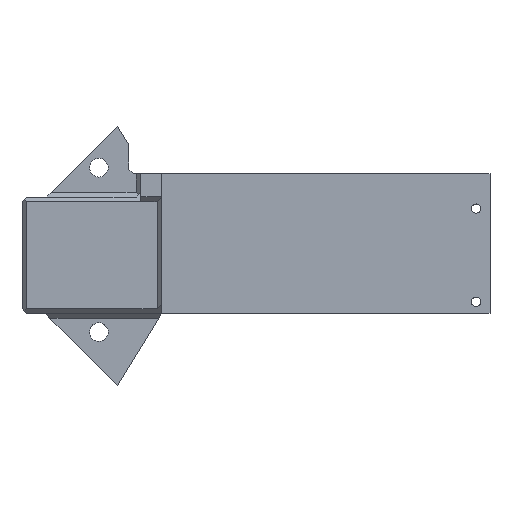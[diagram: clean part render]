
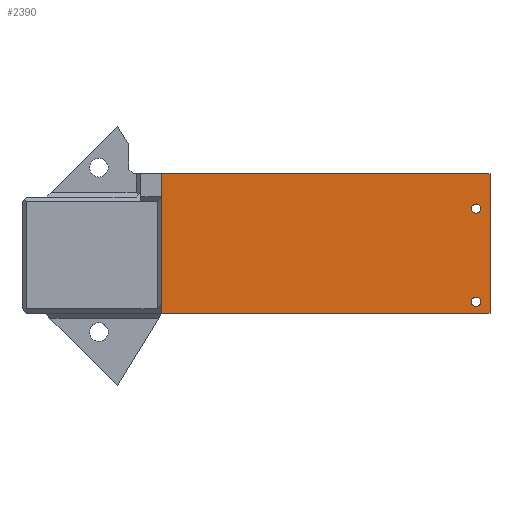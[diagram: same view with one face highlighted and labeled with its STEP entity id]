
A CAD part, top view. The second image highlights one B-rep face of the part: STEP entity #2390.
In plain terms, the highlighted planar face has unit normal (0, 0, 1).
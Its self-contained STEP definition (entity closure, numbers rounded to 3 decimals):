
#23 = AXIS2_PLACEMENT_3D ( 'NONE', #675, #2429, #1114 ) ;
#34 = CARTESIAN_POINT ( 'NONE',  ( 27.822, 2.5, 28.247 ) ) ;
#95 = CARTESIAN_POINT ( 'NONE',  ( -39.678, 0., 28.247 ) ) ;
#116 = FACE_BOUND ( 'NONE', #2751, .T. ) ;
#185 = DIRECTION ( 'NONE',  ( 0., 0., 1. ) ) ;
#206 = PLANE ( 'NONE',  #2259 ) ;
#249 = ORIENTED_EDGE ( 'NONE', *, *, #442, .F. ) ;
#303 = ORIENTED_EDGE ( 'NONE', *, *, #476, .T. ) ;
#349 = DIRECTION ( 'NONE',  ( 0., 0., 1. ) ) ;
#378 = EDGE_LOOP ( 'NONE', ( #626, #303, #1378, #597 ) ) ;
#425 = FACE_OUTER_BOUND ( 'NONE', #378, .T. ) ;
#442 = EDGE_CURVE ( 'NONE', #1904, #544, #577, .T. ) ;
#468 = DIRECTION ( 'NONE',  ( 0., 1., 0. ) ) ;
#476 = EDGE_CURVE ( 'NONE', #2192, #698, #742, .T. ) ;
#502 = VECTOR ( 'NONE', #1571, 1000. ) ;
#544 = VERTEX_POINT ( 'NONE', #1305 ) ;
#567 = DIRECTION ( 'NONE',  ( 0., 0., 1. ) ) ;
#577 = CIRCLE ( 'NONE', #851, 1. ) ;
#592 = DIRECTION ( 'NONE',  ( 1., 0., 0. ) ) ;
#597 = ORIENTED_EDGE ( 'NONE', *, *, #2665, .T. ) ;
#626 = ORIENTED_EDGE ( 'NONE', *, *, #914, .T. ) ;
#643 = EDGE_CURVE ( 'NONE', #698, #2545, #1955, .T. ) ;
#650 = VECTOR ( 'NONE', #1261, 1000. ) ;
#674 = VERTEX_POINT ( 'NONE', #2779 ) ;
#675 = CARTESIAN_POINT ( 'NONE',  ( 27.822, 2.5, 28.247 ) ) ;
#686 = CARTESIAN_POINT ( 'NONE',  ( 30.822, 0., 28.247 ) ) ;
#698 = VERTEX_POINT ( 'NONE', #1644 ) ;
#742 = LINE ( 'NONE', #2608, #650 ) ;
#755 = ORIENTED_EDGE ( 'NONE', *, *, #1116, .F. ) ;
#774 = CARTESIAN_POINT ( 'NONE',  ( 27.822, 22.5, 28.247 ) ) ;
#801 = ORIENTED_EDGE ( 'NONE', *, *, #2049, .F. ) ;
#839 = CIRCLE ( 'NONE', #1866, 1. ) ;
#851 = AXIS2_PLACEMENT_3D ( 'NONE', #774, #567, #592 ) ;
#914 = EDGE_CURVE ( 'NONE', #674, #2192, #2469, .T. ) ;
#918 = DIRECTION ( 'NONE',  ( 0., 0., 1. ) ) ;
#938 = EDGE_CURVE ( 'NONE', #1924, #2215, #2606, .T. ) ;
#1114 = DIRECTION ( 'NONE',  ( 1., 0., 0. ) ) ;
#1116 = EDGE_CURVE ( 'NONE', #544, #1904, #1690, .T. ) ;
#1157 = DIRECTION ( 'NONE',  ( 1., 0., 0. ) ) ;
#1213 = CARTESIAN_POINT ( 'NONE',  ( 30.822, 30., 28.247 ) ) ;
#1241 = DIRECTION ( 'NONE',  ( 1., 0., 0. ) ) ;
#1242 = DIRECTION ( 'NONE',  ( 1., 0., 0. ) ) ;
#1261 = DIRECTION ( 'NONE',  ( -1., 0., 0. ) ) ;
#1305 = CARTESIAN_POINT ( 'NONE',  ( 28.822, 22.5, 28.247 ) ) ;
#1378 = ORIENTED_EDGE ( 'NONE', *, *, #643, .T. ) ;
#1399 = VECTOR ( 'NONE', #468, 1000. ) ;
#1421 = CARTESIAN_POINT ( 'NONE',  ( 26.822, 2.5, 28.247 ) ) ;
#1446 = VECTOR ( 'NONE', #1242, 1000. ) ;
#1571 = DIRECTION ( 'NONE',  ( 0., -1., 0. ) ) ;
#1572 = CARTESIAN_POINT ( 'NONE',  ( 26.822, 22.5, 28.247 ) ) ;
#1638 = EDGE_LOOP ( 'NONE', ( #249, #755 ) ) ;
#1644 = CARTESIAN_POINT ( 'NONE',  ( -39.678, 30., 28.247 ) ) ;
#1690 = CIRCLE ( 'NONE', #2125, 1. ) ;
#1866 = AXIS2_PLACEMENT_3D ( 'NONE', #34, #918, #1157 ) ;
#1904 = VERTEX_POINT ( 'NONE', #1572 ) ;
#1924 = VERTEX_POINT ( 'NONE', #1421 ) ;
#1955 = LINE ( 'NONE', #2459, #502 ) ;
#2049 = EDGE_CURVE ( 'NONE', #2215, #1924, #839, .T. ) ;
#2077 = ORIENTED_EDGE ( 'NONE', *, *, #938, .F. ) ;
#2125 = AXIS2_PLACEMENT_3D ( 'NONE', #2557, #349, #1241 ) ;
#2156 = DIRECTION ( 'NONE',  ( 1., 0., 0. ) ) ;
#2192 = VERTEX_POINT ( 'NONE', #1213 ) ;
#2215 = VERTEX_POINT ( 'NONE', #2359 ) ;
#2259 = AXIS2_PLACEMENT_3D ( 'NONE', #2825, #185, #2156 ) ;
#2279 = FACE_BOUND ( 'NONE', #1638, .T. ) ;
#2359 = CARTESIAN_POINT ( 'NONE',  ( 28.822, 2.5, 28.247 ) ) ;
#2390 = ADVANCED_FACE ( 'NONE', ( #425, #116, #2279 ), #206, .T. ) ;
#2429 = DIRECTION ( 'NONE',  ( 0., 0., 1. ) ) ;
#2459 = CARTESIAN_POINT ( 'NONE',  ( -39.678, 0., 28.247 ) ) ;
#2469 = LINE ( 'NONE', #686, #1399 ) ;
#2545 = VERTEX_POINT ( 'NONE', #95 ) ;
#2557 = CARTESIAN_POINT ( 'NONE',  ( 27.822, 22.5, 28.247 ) ) ;
#2606 = CIRCLE ( 'NONE', #23, 1. ) ;
#2608 = CARTESIAN_POINT ( 'NONE',  ( 25.322, 30., 28.247 ) ) ;
#2653 = LINE ( 'NONE', #2742, #1446 ) ;
#2665 = EDGE_CURVE ( 'NONE', #2545, #674, #2653, .T. ) ;
#2742 = CARTESIAN_POINT ( 'NONE',  ( 25.322, 0., 28.247 ) ) ;
#2751 = EDGE_LOOP ( 'NONE', ( #2077, #801 ) ) ;
#2779 = CARTESIAN_POINT ( 'NONE',  ( 30.822, 0., 28.247 ) ) ;
#2825 = CARTESIAN_POINT ( 'NONE',  ( 0., 0., 28.247 ) ) ;
